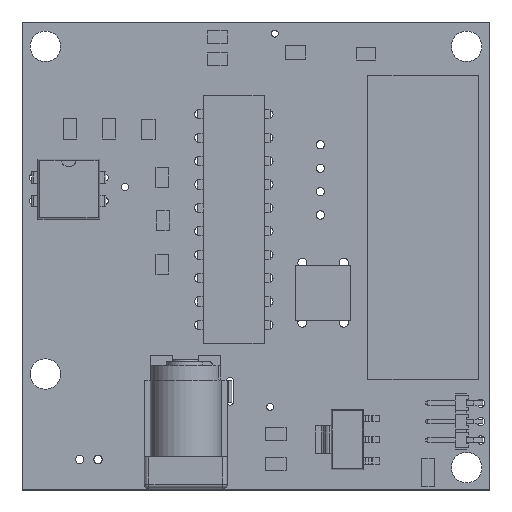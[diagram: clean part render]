
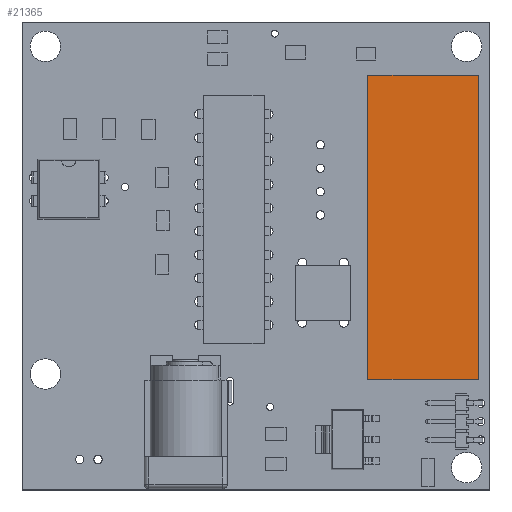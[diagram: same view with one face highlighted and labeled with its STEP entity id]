
A CAD part, top view. The second image highlights one B-rep face of the part: STEP entity #21365.
In plain terms, the highlighted planar face has unit normal (0, 0, 1).
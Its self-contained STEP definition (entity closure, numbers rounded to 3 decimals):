
#2451=FACE_OUTER_BOUND('',#3661,.T.);
#3661=EDGE_LOOP('',(#16662,#16663,#16664,#16665));
#5277=LINE('',#33091,#7534);
#5280=LINE('',#33097,#7537);
#5283=LINE('',#33103,#7540);
#5286=LINE('',#33108,#7543);
#7534=VECTOR('',#26976,1.);
#7537=VECTOR('',#26981,1.);
#7540=VECTOR('',#26986,1.);
#7543=VECTOR('',#26991,1.);
#9758=VERTEX_POINT('',#33088);
#9759=VERTEX_POINT('',#33090);
#9761=VERTEX_POINT('',#33096);
#9763=VERTEX_POINT('',#33102);
#12359=EDGE_CURVE('',#9758,#9759,#5277,.T.);
#12362=EDGE_CURVE('',#9759,#9761,#5280,.T.);
#12365=EDGE_CURVE('',#9761,#9763,#5283,.T.);
#12368=EDGE_CURVE('',#9763,#9758,#5286,.T.);
#16662=ORIENTED_EDGE('',*,*,#12359,.F.);
#16663=ORIENTED_EDGE('',*,*,#12368,.F.);
#16664=ORIENTED_EDGE('',*,*,#12365,.F.);
#16665=ORIENTED_EDGE('',*,*,#12362,.F.);
#20307=PLANE('',#23089);
#21365=ADVANCED_FACE('',(#2451),#20307,.T.);
#23089=AXIS2_PLACEMENT_3D('',#33111,#26995,#26996);
#26976=DIRECTION('',(0.,-1.,0.));
#26981=DIRECTION('',(-1.,0.,0.));
#26986=DIRECTION('',(0.,1.,0.));
#26991=DIRECTION('',(1.,0.,0.));
#26995=DIRECTION('center_axis',(0.,0.,1.));
#26996=DIRECTION('ref_axis',(0.,-1.,0.));
#33088=CARTESIAN_POINT('',(49.544,45.086,13.));
#33090=CARTESIAN_POINT('',(49.544,12.086,13.));
#33091=CARTESIAN_POINT('',(49.544,45.086,13.));
#33096=CARTESIAN_POINT('',(37.544,12.086,13.));
#33097=CARTESIAN_POINT('',(49.544,12.086,13.));
#33102=CARTESIAN_POINT('',(37.544,45.086,13.));
#33103=CARTESIAN_POINT('',(37.544,12.086,13.));
#33108=CARTESIAN_POINT('',(37.544,45.086,13.));
#33111=CARTESIAN_POINT('Origin',(49.544,45.086,13.));
